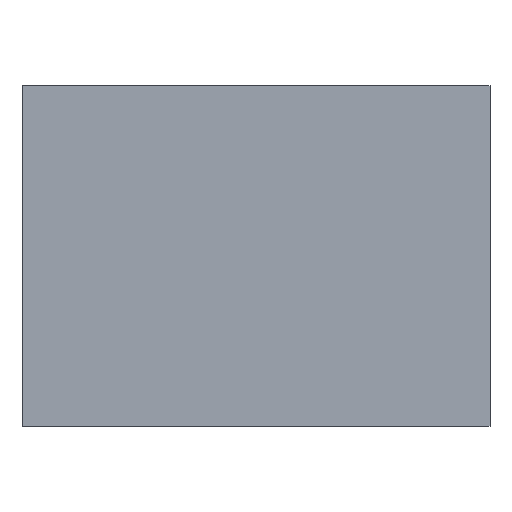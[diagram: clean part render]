
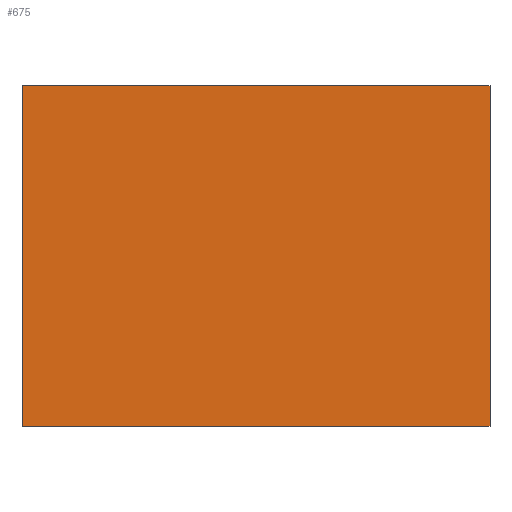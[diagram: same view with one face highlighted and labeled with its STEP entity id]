
A CAD part, front view. The second image highlights one B-rep face of the part: STEP entity #675.
In plain terms, the highlighted planar face has unit normal (0, -1, 0).
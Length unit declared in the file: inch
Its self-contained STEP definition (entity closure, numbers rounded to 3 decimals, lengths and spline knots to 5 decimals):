
#675 = ADVANCED_FACE( '', ( #1438 ), #1439, .F. );
#1438 = FACE_OUTER_BOUND( '', #2217, .T. );
#1439 = PLANE( '', #2218 );
#2217 = EDGE_LOOP( '', ( #4151, #4152, #4153, #4154 ) );
#2218 = AXIS2_PLACEMENT_3D( '', #4155, #4156, #4157 );
#4151 = ORIENTED_EDGE( '', *, *, #4513, .T. );
#4152 = ORIENTED_EDGE( '', *, *, #4679, .F. );
#4153 = ORIENTED_EDGE( '', *, *, #4609, .F. );
#4154 = ORIENTED_EDGE( '', *, *, #4645, .T. );
#4155 = CARTESIAN_POINT( '', ( 2.75, 0., 2. ) );
#4156 = DIRECTION( '', ( 0., 1., 0. ) );
#4157 = DIRECTION( '', ( 0., 0., 1. ) );
#4513 = EDGE_CURVE( '', #5449, #5447, #5450, .T. );
#4609 = EDGE_CURVE( '', #5624, #5626, #5627, .T. );
#4645 = EDGE_CURVE( '', #5624, #5449, #5680, .T. );
#4679 = EDGE_CURVE( '', #5626, #5447, #5726, .T. );
#5447 = VERTEX_POINT( '', #6826 );
#5449 = VERTEX_POINT( '', #6829 );
#5450 = LINE( '', #6830, #6831 );
#5624 = VERTEX_POINT( '', #7067 );
#5626 = VERTEX_POINT( '', #7070 );
#5627 = LINE( '', #7071, #7072 );
#5680 = LINE( '', #7138, #7139 );
#5726 = LINE( '', #7201, #7202 );
#6826 = CARTESIAN_POINT( '', ( 0., 0., 0. ) );
#6829 = CARTESIAN_POINT( '', ( 0., 0., 2. ) );
#6830 = CARTESIAN_POINT( '', ( 0., 0., 2. ) );
#6831 = VECTOR( '', #8162, 39.37008 );
#7067 = CARTESIAN_POINT( '', ( 2.75, 0., 2. ) );
#7070 = CARTESIAN_POINT( '', ( 2.75, 0., 0. ) );
#7071 = CARTESIAN_POINT( '', ( 2.75, 0., 2. ) );
#7072 = VECTOR( '', #8313, 39.37008 );
#7138 = CARTESIAN_POINT( '', ( 2.75, 0., 2. ) );
#7139 = VECTOR( '', #8369, 39.37008 );
#7201 = CARTESIAN_POINT( '', ( 2.75, 0., 0. ) );
#7202 = VECTOR( '', #8407, 39.37008 );
#8162 = DIRECTION( '', ( 0., 0., -1. ) );
#8313 = DIRECTION( '', ( 0., 0., -1. ) );
#8369 = DIRECTION( '', ( -1., 0., 0. ) );
#8407 = DIRECTION( '', ( -1., 0., 0. ) );
